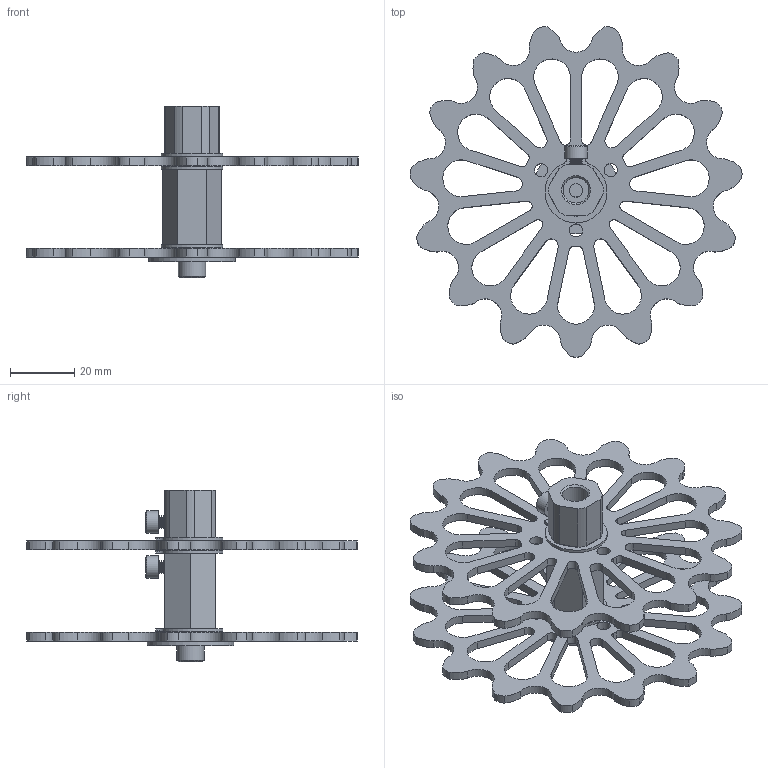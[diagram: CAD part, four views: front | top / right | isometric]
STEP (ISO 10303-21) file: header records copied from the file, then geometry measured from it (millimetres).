
FILE_DESCRIPTION(/* description */ (''),/* implementation_level */ '2;1');
FILE_NAME(/* name */ 'Traktor Crown.step',/* time_stamp */ '2023-01-15T23:11:49-03:00',/* author */ (''),/* organization */ (''),/* preprocessor_version */ 'ST-DEVELOPER v19.2',/* originating_system */ 'Autodesk Translation Framework v11.17.0.187',/* authorisation */ '');
FILE_SCHEMA (('AUTOMOTIVE_DESIGN { 1 0 10303 214 3 1 1 }'));
Length unit declared in the file: millimetre
Products named in the file (7): Traktor_Coroa_15_Dentes_p_Eixo_8mm-STEP; Cubo5-8pol-eixo8mm_Predeterminada; basic external retaining ring_am_B27.7M - 3AM1-17; Coroa-15dentes_Predeterminada; Arruela_Funileiro_3-16pol_Predeterminada; socket head cap screw_am_B18.3.1M - 5 x 0.8 x 12 Hex SHCS -- 12SHX; socket head cap screw_am_B18.3.1M - 4 x 0.7 x 6 Hex SHCS -- 6SHX
Assembly tree (10 placements, depth 2):
  Traktor_Coroa_15_Dentes_p_Eixo_8mm-STEP
    Cubo5-8pol-eixo8mm_Predeterminada
    Coroa-15dentes_Predeterminada  x2
    basic external retaining ring_am_B27.7M - 3AM1-17  x3
    Arruela_Funileiro_3-16pol_Predeterminada
    socket head cap screw_am_B18.3.1M - 5 x 0.8 x 12 Hex SHCS -- 12SHX
    socket head cap screw_am_B18.3.1M - 4 x 0.7 x 6 Hex SHCS -- 6SHX  x2
Bounding box: 103.37 x 102.85 x 53.5 mm (x, y, z)
Volume: 30359.8 mm3; surface area: 30163.5 mm2
Topology: 10 solids, 10 shells, 560 faces, 1569 edges, 1039 vertices
Faces by surface type: cylinder 299, plane 188, cone 70, torus 3
Full cylindrical faces by diameter (mm): 1.2 x6, 3.3 x2, 4 x16, 4.1 x6, 4.2 x1, 5 x15, 5.7 x1, 7 x2, 8 x1, 8.5 x1, 15.8 x3, 27 x1
Entity records: 11293 total; most frequent: DIRECTION 2072, CARTESIAN_POINT 1962, ORIENTED_EDGE 1852, EDGE_CURVE 926, AXIS2_PLACEMENT_3D 798, VERTEX_POINT 614, LINE 476, VECTOR 476
